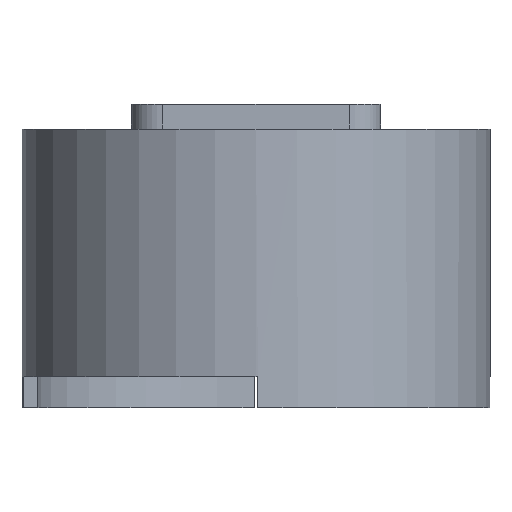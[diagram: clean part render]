
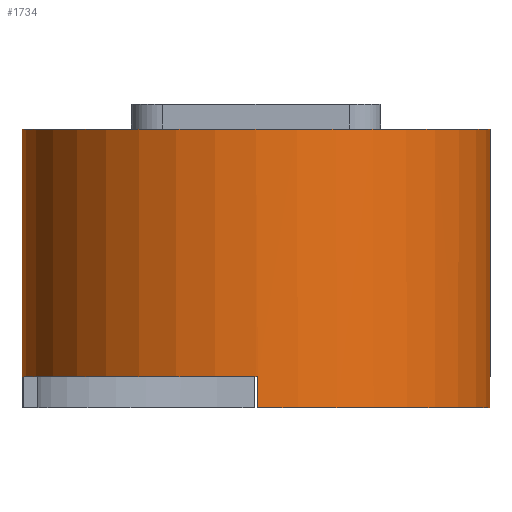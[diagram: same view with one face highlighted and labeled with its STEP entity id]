
A CAD part, front view. The second image highlights one B-rep face of the part: STEP entity #1734.
In plain terms, the highlighted cylindrical face has radius 37.55 mm (diameter 75.1 mm), a full revolution.
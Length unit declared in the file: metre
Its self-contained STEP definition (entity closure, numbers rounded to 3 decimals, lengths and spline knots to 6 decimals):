
#20=B_SPLINE_CURVE_WITH_KNOTS('',3,(#2988,#2989,#2990,#2991),
 .UNSPECIFIED.,.F.,.F.,(4,4),(0.,1.),.UNSPECIFIED.);
#21=B_SPLINE_CURVE_WITH_KNOTS('',3,(#2995,#2996,#2997,#2998),
 .UNSPECIFIED.,.F.,.F.,(4,4),(0.,1.),.UNSPECIFIED.);
#24=B_SPLINE_CURVE_WITH_KNOTS('',3,(#3014,#3015,#3016,#3017),
 .UNSPECIFIED.,.F.,.F.,(4,4),(0.,1.),.UNSPECIFIED.);
#25=B_SPLINE_CURVE_WITH_KNOTS('',3,(#3021,#3022,#3023,#3024),
 .UNSPECIFIED.,.F.,.F.,(4,4),(0.,1.),.UNSPECIFIED.);
#28=B_SPLINE_CURVE_WITH_KNOTS('',3,(#3311,#3312,#3313,#3314),
 .UNSPECIFIED.,.F.,.F.,(4,4),(0.,1.),.UNSPECIFIED.);
#30=B_SPLINE_CURVE_WITH_KNOTS('',3,(#3321,#3322,#3323,#3324),
 .UNSPECIFIED.,.F.,.F.,(4,4),(0.,1.),.UNSPECIFIED.);
#31=B_SPLINE_CURVE_WITH_KNOTS('',3,(#3326,#3327,#3328,#3329),
 .UNSPECIFIED.,.F.,.F.,(4,4),(0.,1.),.UNSPECIFIED.);
#32=B_SPLINE_CURVE_WITH_KNOTS('',3,(#3331,#3332,#3333,#3334),
 .UNSPECIFIED.,.F.,.F.,(4,4),(0.,1.),.UNSPECIFIED.);
#33=B_SPLINE_CURVE_WITH_KNOTS('',3,(#3336,#3337,#3338,#3339),
 .UNSPECIFIED.,.F.,.F.,(4,4),(0.,1.),.UNSPECIFIED.);
#60=CYLINDRICAL_SURFACE('',#2320,0.03755);
#813=ORIENTED_EDGE('',*,*,#835,.F.);
#814=ORIENTED_EDGE('',*,*,#1065,.T.);
#815=ORIENTED_EDGE('',*,*,#916,.T.);
#816=ORIENTED_EDGE('',*,*,#915,.T.);
#817=ORIENTED_EDGE('',*,*,#914,.F.);
#818=ORIENTED_EDGE('',*,*,#1060,.F.);
#819=ORIENTED_EDGE('',*,*,#899,.T.);
#820=ORIENTED_EDGE('',*,*,#1062,.T.);
#821=ORIENTED_EDGE('',*,*,#1063,.F.);
#822=ORIENTED_EDGE('',*,*,#923,.T.);
#823=ORIENTED_EDGE('',*,*,#922,.T.);
#824=ORIENTED_EDGE('',*,*,#921,.F.);
#825=ORIENTED_EDGE('',*,*,#1064,.F.);
#826=ORIENTED_EDGE('',*,*,#926,.T.);
#835=EDGE_CURVE('',#1074,#1074,#1235,.F.);
#899=EDGE_CURVE('',#1138,#1137,#1266,.F.);
#914=EDGE_CURVE('',#1150,#1151,#20,.T.);
#915=EDGE_CURVE('',#1152,#1151,#1271,.F.);
#916=EDGE_CURVE('',#1148,#1152,#21,.F.);
#921=EDGE_CURVE('',#1155,#1156,#24,.T.);
#922=EDGE_CURVE('',#1157,#1156,#1272,.F.);
#923=EDGE_CURVE('',#1153,#1157,#25,.F.);
#926=EDGE_CURVE('',#1160,#1159,#1273,.F.);
#1060=EDGE_CURVE('',#1138,#1150,#28,.T.);
#1062=EDGE_CURVE('',#1137,#1230,#30,.F.);
#1063=EDGE_CURVE('',#1153,#1230,#31,.T.);
#1064=EDGE_CURVE('',#1160,#1155,#32,.T.);
#1065=EDGE_CURVE('',#1159,#1148,#33,.F.);
#1074=VERTEX_POINT('',#2814);
#1137=VERTEX_POINT('',#2947);
#1138=VERTEX_POINT('',#2949);
#1148=VERTEX_POINT('',#2979);
#1150=VERTEX_POINT('',#2987);
#1151=VERTEX_POINT('',#2992);
#1152=VERTEX_POINT('',#2994);
#1153=VERTEX_POINT('',#3006);
#1155=VERTEX_POINT('',#3013);
#1156=VERTEX_POINT('',#3018);
#1157=VERTEX_POINT('',#3020);
#1159=VERTEX_POINT('',#3032);
#1160=VERTEX_POINT('',#3034);
#1230=VERTEX_POINT('',#3320);
#1235=CIRCLE('',#2162,0.03755);
#1266=CIRCLE('',#2197,0.03755);
#1271=CIRCLE('',#2205,0.03755);
#1272=CIRCLE('',#2208,0.03755);
#1273=CIRCLE('',#2210,0.03755);
#1410=EDGE_LOOP('',(#813));
#1411=EDGE_LOOP('',(#814,#815,#816,#817,#818,#819,#820,#821,#822,#823,#824,
#825,#826));
#1518=FACE_BOUND('',#1410,.T.);
#1519=FACE_BOUND('',#1411,.T.);
#1734=ADVANCED_FACE('',(#1518,#1519),#60,.T.);
#2162=AXIS2_PLACEMENT_3D('',#2813,#2337,#2338);
#2197=AXIS2_PLACEMENT_3D('',#2948,#2439,#2440);
#2205=AXIS2_PLACEMENT_3D('',#2993,#2462,#2463);
#2208=AXIS2_PLACEMENT_3D('',#3019,#2470,#2471);
#2210=AXIS2_PLACEMENT_3D('',#3033,#2475,#2476);
#2320=AXIS2_PLACEMENT_3D('',#3340,#2793,#2794);
#2337=DIRECTION('',(0.,0.,-1.));
#2338=DIRECTION('',(-1.,0.,0.));
#2439=DIRECTION('',(0.,0.,-1.));
#2440=DIRECTION('',(-1.,0.,0.));
#2462=DIRECTION('',(0.,0.,-1.));
#2463=DIRECTION('',(-1.,0.,0.));
#2470=DIRECTION('',(0.,0.,-1.));
#2471=DIRECTION('',(-1.,0.,0.));
#2475=DIRECTION('',(0.,0.,-1.));
#2476=DIRECTION('',(-1.,0.,0.));
#2793=DIRECTION('',(0.,0.,-1.));
#2794=DIRECTION('',(-1.,0.,0.));
#2813=CARTESIAN_POINT('',(0.,0.,0.005));
#2814=CARTESIAN_POINT('',(-0.03755,0.,0.005));
#2947=CARTESIAN_POINT('',(0.037549,-0.000302,-0.0397));
#2948=CARTESIAN_POINT('',(0.,0.,-0.0397));
#2949=CARTESIAN_POINT('',(0.000302,-0.037549,-0.0397));
#2979=CARTESIAN_POINT('',(-0.037549,0.000302,-0.0347));
#2987=CARTESIAN_POINT('',(0.000302,-0.037549,-0.0347));
#2988=CARTESIAN_POINT('',(0.000302,-0.037549,-0.0347));
#2989=CARTESIAN_POINT('',(0.000201,-0.037549,-0.0347));
#2990=CARTESIAN_POINT('',(0.000101,-0.03755,-0.0347));
#2991=CARTESIAN_POINT('',(0.,-0.03755,-0.0347));
#2992=CARTESIAN_POINT('',(0.,-0.03755,-0.0347));
#2993=CARTESIAN_POINT('',(0.,0.,-0.0347));
#2994=CARTESIAN_POINT('',(-0.03755,0.,-0.0347));
#2995=CARTESIAN_POINT('',(-0.03755,0.,-0.0347));
#2996=CARTESIAN_POINT('',(-0.03755,0.000101,-0.0347));
#2997=CARTESIAN_POINT('',(-0.037549,0.000201,-0.0347));
#2998=CARTESIAN_POINT('',(-0.037549,0.000302,-0.0347));
#3006=CARTESIAN_POINT('',(0.037549,-0.000302,-0.0347));
#3013=CARTESIAN_POINT('',(-0.000302,0.037549,-0.0347));
#3014=CARTESIAN_POINT('',(-0.000302,0.037549,-0.0347));
#3015=CARTESIAN_POINT('',(-0.000201,0.037549,-0.0347));
#3016=CARTESIAN_POINT('',(-0.000101,0.03755,-0.0347));
#3017=CARTESIAN_POINT('',(0.,0.03755,-0.0347));
#3018=CARTESIAN_POINT('',(0.,0.03755,-0.0347));
#3019=CARTESIAN_POINT('',(0.,0.,-0.0347));
#3020=CARTESIAN_POINT('',(0.03755,0.,-0.0347));
#3021=CARTESIAN_POINT('',(0.03755,0.,-0.0347));
#3022=CARTESIAN_POINT('',(0.03755,-0.000101,-0.0347));
#3023=CARTESIAN_POINT('',(0.037549,-0.000201,-0.0347));
#3024=CARTESIAN_POINT('',(0.037549,-0.000302,-0.0347));
#3032=CARTESIAN_POINT('',(-0.037549,0.000302,-0.0397));
#3033=CARTESIAN_POINT('',(0.,0.,-0.0397));
#3034=CARTESIAN_POINT('',(-0.000302,0.037549,-0.0397));
#3311=CARTESIAN_POINT('',(0.000302,-0.037549,-0.0397));
#3312=CARTESIAN_POINT('',(0.000302,-0.037549,-0.038033));
#3313=CARTESIAN_POINT('',(0.000302,-0.037549,-0.036367));
#3314=CARTESIAN_POINT('',(0.000302,-0.037549,-0.0347));
#3320=CARTESIAN_POINT('',(0.037549,-0.000302,-0.035));
#3321=CARTESIAN_POINT('',(0.037549,-0.000302,-0.035));
#3322=CARTESIAN_POINT('',(0.037549,-0.000302,-0.036567));
#3323=CARTESIAN_POINT('',(0.037549,-0.000302,-0.038133));
#3324=CARTESIAN_POINT('',(0.037549,-0.000302,-0.0397));
#3326=CARTESIAN_POINT('',(0.037549,-0.000302,-0.0347));
#3327=CARTESIAN_POINT('',(0.037549,-0.000302,-0.0348));
#3328=CARTESIAN_POINT('',(0.037549,-0.000302,-0.0349));
#3329=CARTESIAN_POINT('',(0.037549,-0.000302,-0.035));
#3331=CARTESIAN_POINT('',(-0.000302,0.037549,-0.0397));
#3332=CARTESIAN_POINT('',(-0.000302,0.037549,-0.038033));
#3333=CARTESIAN_POINT('',(-0.000302,0.037549,-0.036367));
#3334=CARTESIAN_POINT('',(-0.000302,0.037549,-0.0347));
#3336=CARTESIAN_POINT('',(-0.037549,0.000302,-0.0347));
#3337=CARTESIAN_POINT('',(-0.037549,0.000302,-0.036367));
#3338=CARTESIAN_POINT('',(-0.037549,0.000302,-0.038033));
#3339=CARTESIAN_POINT('',(-0.037549,0.000302,-0.0397));
#3340=CARTESIAN_POINT('',(0.,0.,0.005));
